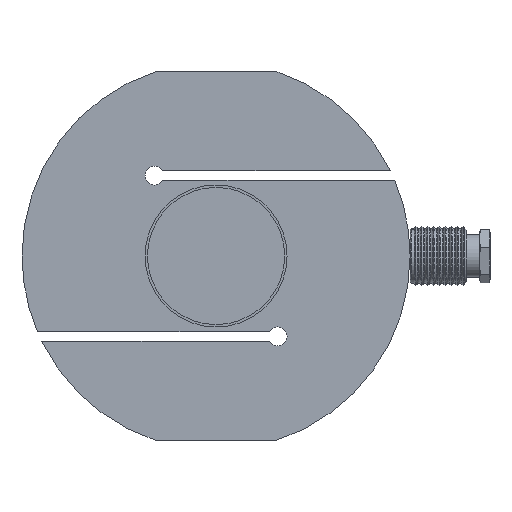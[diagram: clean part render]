
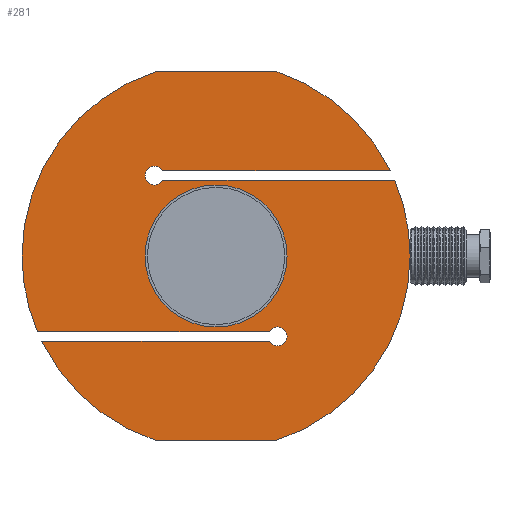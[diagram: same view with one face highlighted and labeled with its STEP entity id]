
A CAD part, front view. The second image highlights one B-rep face of the part: STEP entity #281.
In plain terms, the highlighted planar face has unit normal (0, -1, 0).
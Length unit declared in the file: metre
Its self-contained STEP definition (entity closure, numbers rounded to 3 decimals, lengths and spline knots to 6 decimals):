
#281=ADVANCED_FACE('0:96',(#644,#645),#646,.T.);
#644=FACE_OUTER_BOUND('',#1102,.T.);
#645=FACE_BOUND('',#1103,.T.);
#646=PLANE('',#1104);
#1102=EDGE_LOOP('',(#1713,#1714,#1715,#1716,#1717,#1718,#1719,#1720,#1721,#1722,#1723,#1724,#1725,#1726,#1727,#1728));
#1103=EDGE_LOOP('',(#1729,#1730));
#1104=AXIS2_PLACEMENT_3D('',#1731,#1732,#1733);
#1713=ORIENTED_EDGE('',*,*,#2736,.F.);
#1714=ORIENTED_EDGE('',*,*,#2739,.F.);
#1715=ORIENTED_EDGE('',*,*,#2694,.F.);
#1716=ORIENTED_EDGE('',*,*,#2660,.F.);
#1717=ORIENTED_EDGE('',*,*,#2732,.F.);
#1718=ORIENTED_EDGE('',*,*,#2712,.F.);
#1719=ORIENTED_EDGE('',*,*,#2635,.F.);
#1720=ORIENTED_EDGE('',*,*,#2718,.T.);
#1721=ORIENTED_EDGE('',*,*,#2744,.T.);
#1722=ORIENTED_EDGE('',*,*,#2745,.T.);
#1723=ORIENTED_EDGE('',*,*,#2653,.F.);
#1724=ORIENTED_EDGE('',*,*,#2700,.F.);
#1725=ORIENTED_EDGE('',*,*,#2729,.F.);
#1726=ORIENTED_EDGE('',*,*,#2638,.F.);
#1727=ORIENTED_EDGE('',*,*,#2710,.F.);
#1728=ORIENTED_EDGE('',*,*,#2722,.F.);
#1729=ORIENTED_EDGE('',*,*,#2645,.F.);
#1730=ORIENTED_EDGE('',*,*,#2705,.F.);
#1731=CARTESIAN_POINT('',(-0.044613,-0.008182,0.));
#1732=DIRECTION('',(0.,-1.0,0.));
#1733=DIRECTION('',(0.0,0.,-1.0));
#2635=EDGE_CURVE('0:183',#3086,#3082,#3088,.T.);
#2638=EDGE_CURVE('',#3090,#3093,#3094,.T.);
#2645=EDGE_CURVE('0:162',#3104,#3100,#3106,.T.);
#2653=EDGE_CURVE('',#3117,#3120,#3121,.T.);
#2660=EDGE_CURVE('0:135',#3131,#3127,#3133,.T.);
#2694=EDGE_CURVE('',#3127,#3183,#3184,.T.);
#2700=EDGE_CURVE('0:141',#3191,#3117,#3193,.T.);
#2705=EDGE_CURVE('',#3100,#3104,#3198,.T.);
#2710=EDGE_CURVE('0:165',#3203,#3090,#3205,.T.);
#2712=EDGE_CURVE('',#3082,#3207,#3208,.T.);
#2718=EDGE_CURVE('0:195',#3086,#3215,#3217,.T.);
#2722=EDGE_CURVE('0:204',#3221,#3203,#3223,.T.);
#2729=EDGE_CURVE('0:210',#3093,#3191,#3230,.T.);
#2732=EDGE_CURVE('0:216',#3207,#3131,#3233,.T.);
#2736=EDGE_CURVE('0:225',#3237,#3221,#3239,.T.);
#2739=EDGE_CURVE('0:231',#3183,#3237,#3242,.T.);
#2744=EDGE_CURVE('0:240',#3215,#3248,#3249,.T.);
#2745=EDGE_CURVE('0:243',#3248,#3120,#3250,.T.);
#3082=VERTEX_POINT('',#3705);
#3086=VERTEX_POINT('',#3710);
#3088=CIRCLE('',#3713,0.002);
#3090=VERTEX_POINT('',#3715);
#3093=VERTEX_POINT('',#3719);
#3094=CIRCLE('',#3720,0.002);
#3100=VERTEX_POINT('',#3727);
#3104=VERTEX_POINT('',#3732);
#3106=CIRCLE('',#3735,0.015);
#3117=VERTEX_POINT('',#3748);
#3120=VERTEX_POINT('',#3752);
#3121=CIRCLE('',#3753,0.041);
#3127=VERTEX_POINT('',#3760);
#3131=VERTEX_POINT('',#3765);
#3133=CIRCLE('',#3768,0.041);
#3183=VERTEX_POINT('',#3826);
#3184=CIRCLE('',#3827,0.041);
#3191=VERTEX_POINT('',#3835);
#3193=CIRCLE('',#3838,0.041);
#3198=CIRCLE('',#3843,0.015);
#3203=VERTEX_POINT('',#3848);
#3205=CIRCLE('',#3851,0.002);
#3207=VERTEX_POINT('',#3853);
#3208=CIRCLE('',#3854,0.002);
#3215=VERTEX_POINT('',#3863);
#3217=LINE('',#3866,#3867);
#3221=VERTEX_POINT('',#3872);
#3223=LINE('',#3875,#3876);
#3230=LINE('',#3884,#3885);
#3233=LINE('',#3889,#3890);
#3237=VERTEX_POINT('',#3894);
#3239=CIRCLE('',#3897,0.041);
#3242=LINE('',#3901,#3902);
#3248=VERTEX_POINT('',#3909);
#3249=CIRCLE('',#3910,0.041);
#3250=LINE('',#3911,#3912);
#3705=CARTESIAN_POINT('',(-0.029613,-0.008182,-0.017));
#3710=CARTESIAN_POINT('',(-0.033345,-0.008182,-0.018));
#3713=AXIS2_PLACEMENT_3D('',#4501,#4502,#4503);
#3715=CARTESIAN_POINT('',(-0.059613,-0.008182,0.017));
#3719=CARTESIAN_POINT('',(-0.055881,-0.008182,0.016));
#3720=AXIS2_PLACEMENT_3D('',#4505,#4506,#4507);
#3727=CARTESIAN_POINT('',(-0.029613,-0.008182,0.));
#3732=CARTESIAN_POINT('',(-0.059613,-0.008182,0.));
#3735=AXIS2_PLACEMENT_3D('',#4517,#4518,#4519);
#3748=CARTESIAN_POINT('',(-0.003613,-0.008182,0.));
#3752=CARTESIAN_POINT('',(-0.031964,-0.008182,-0.039));
#3753=AXIS2_PLACEMENT_3D('',#4529,#4530,#4531);
#3760=CARTESIAN_POINT('',(-0.085613,-0.008182,0.));
#3765=CARTESIAN_POINT('',(-0.082362,-0.008182,-0.016));
#3768=AXIS2_PLACEMENT_3D('',#4541,#4542,#4543);
#3826=CARTESIAN_POINT('',(-0.057262,-0.008182,0.039));
#3827=AXIS2_PLACEMENT_3D('',#4600,#4601,#4602);
#3835=CARTESIAN_POINT('',(-0.006864,-0.008182,0.016));
#3838=AXIS2_PLACEMENT_3D('',#4611,#4612,#4613);
#3843=AXIS2_PLACEMENT_3D('',#4620,#4621,#4622);
#3848=CARTESIAN_POINT('',(-0.055881,-0.008182,0.018));
#3851=AXIS2_PLACEMENT_3D('',#4630,#4631,#4632);
#3853=CARTESIAN_POINT('',(-0.033345,-0.008182,-0.016));
#3854=AXIS2_PLACEMENT_3D('',#4633,#4634,#4635);
#3863=CARTESIAN_POINT('',(-0.08145,-0.008182,-0.018));
#3866=CARTESIAN_POINT('',(-0.08145,-0.008182,-0.018));
#3867=VECTOR('',#4642,1.0);
#3872=CARTESIAN_POINT('',(-0.007775,-0.008182,0.018));
#3875=CARTESIAN_POINT('',(-0.007775,-0.008182,0.018));
#3876=VECTOR('',#4645,1.0);
#3884=CARTESIAN_POINT('',(-0.055881,-0.008182,0.016));
#3885=VECTOR('',#4647,1.0);
#3889=CARTESIAN_POINT('',(-0.033345,-0.008182,-0.016));
#3890=VECTOR('',#4649,1.0);
#3894=CARTESIAN_POINT('',(-0.031964,-0.008182,0.039));
#3897=AXIS2_PLACEMENT_3D('',#4654,#4655,#4656);
#3901=CARTESIAN_POINT('',(-0.031964,-0.008182,0.039));
#3902=VECTOR('',#4658,1.0);
#3909=CARTESIAN_POINT('',(-0.057262,-0.008182,-0.039));
#3910=AXIS2_PLACEMENT_3D('',#4663,#4664,#4665);
#3911=CARTESIAN_POINT('',(-0.031964,-0.008182,-0.039));
#3912=VECTOR('',#4666,1.0);
#4501=CARTESIAN_POINT('',(-0.031613,-0.008182,-0.017));
#4502=DIRECTION('',(0.,-1.0,0.));
#4503=DIRECTION('',(-1.0,0.,0.));
#4505=CARTESIAN_POINT('',(-0.057613,-0.008182,0.017));
#4506=DIRECTION('',(0.,-1.0,0.));
#4507=DIRECTION('',(-1.0,0.,0.));
#4517=CARTESIAN_POINT('',(-0.044613,-0.008182,0.));
#4518=DIRECTION('',(0.,-1.0,0.));
#4519=DIRECTION('',(-1.0,0.,0.0));
#4529=CARTESIAN_POINT('',(-0.044613,-0.008182,0.));
#4530=DIRECTION('',(0.,1.0,0.));
#4531=DIRECTION('',(-1.0,0.,0.0));
#4541=CARTESIAN_POINT('',(-0.044613,-0.008182,0.));
#4542=DIRECTION('',(0.,1.0,0.));
#4543=DIRECTION('',(-1.0,0.,0.0));
#4600=CARTESIAN_POINT('',(-0.044613,-0.008182,0.));
#4601=DIRECTION('',(0.,1.0,0.));
#4602=DIRECTION('',(-1.0,0.,0.0));
#4611=CARTESIAN_POINT('',(-0.044613,-0.008182,0.));
#4612=DIRECTION('',(0.,1.0,0.));
#4613=DIRECTION('',(-1.0,0.,0.0));
#4620=CARTESIAN_POINT('',(-0.044613,-0.008182,0.));
#4621=DIRECTION('',(0.,-1.0,0.));
#4622=DIRECTION('',(-1.0,0.,0.0));
#4630=CARTESIAN_POINT('',(-0.057613,-0.008182,0.017));
#4631=DIRECTION('',(0.,-1.0,0.));
#4632=DIRECTION('',(-1.0,0.,0.));
#4633=CARTESIAN_POINT('',(-0.031613,-0.008182,-0.017));
#4634=DIRECTION('',(0.,-1.0,0.));
#4635=DIRECTION('',(-1.0,0.,0.));
#4642=DIRECTION('',(-1.0,0.,0.));
#4645=DIRECTION('',(-1.0,0.,0.));
#4647=DIRECTION('',(1.0,0.,0.0));
#4649=DIRECTION('',(-1.0,0.,0.));
#4654=CARTESIAN_POINT('',(-0.044613,-0.008182,0.));
#4655=DIRECTION('',(0.,1.0,0.));
#4656=DIRECTION('',(-1.0,0.,0.0));
#4658=DIRECTION('',(1.0,0.,0.0));
#4663=CARTESIAN_POINT('',(-0.044613,-0.008182,0.));
#4664=DIRECTION('',(0.,-1.0,0.));
#4665=DIRECTION('',(-1.0,0.,0.0));
#4666=DIRECTION('',(1.0,0.,0.0));
